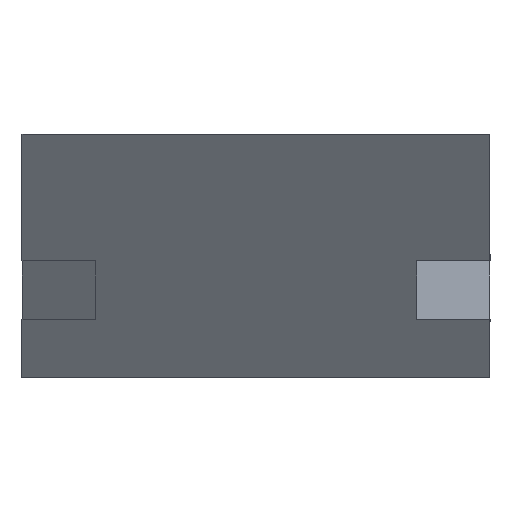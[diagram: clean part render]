
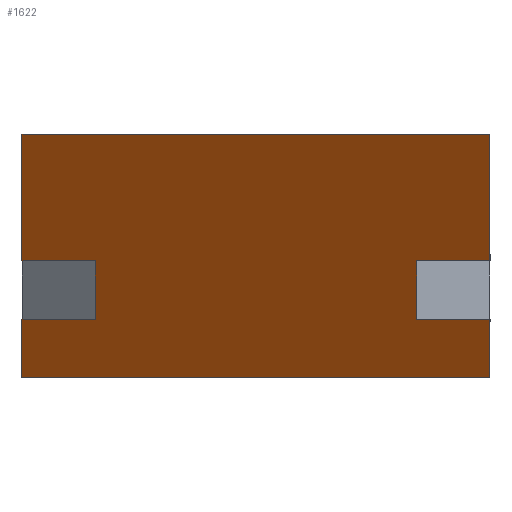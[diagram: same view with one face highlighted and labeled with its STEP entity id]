
A CAD part, left-side view. The second image highlights one B-rep face of the part: STEP entity #1622.
In plain terms, the highlighted planar face has unit normal (-0.707, 0.707, 0).
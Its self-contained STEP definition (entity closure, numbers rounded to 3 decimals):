
#3 = ORIENTED_EDGE ( 'NONE', *, *, #447, .F. ) ;
#7 = DIRECTION ( 'NONE',  ( 0., 0., -1. ) ) ;
#15 = ORIENTED_EDGE ( 'NONE', *, *, #1832, .T. ) ;
#17 = CARTESIAN_POINT ( 'NONE',  ( -7.5, -7.5, 12. ) ) ;
#29 = EDGE_CURVE ( 'NONE', #1468, #1596, #1844, .T. ) ;
#32 = LINE ( 'NONE', #360, #1104 ) ;
#61 = EDGE_LOOP ( 'NONE', ( #3, #64, #348, #852, #834, #1806, #86, #15, #380, #1814, #505, #185 ) ) ;
#64 = ORIENTED_EDGE ( 'NONE', *, *, #1482, .F. ) ;
#68 = VECTOR ( 'NONE', #161, 1000. ) ;
#86 = ORIENTED_EDGE ( 'NONE', *, *, #1296, .T. ) ;
#89 = CARTESIAN_POINT ( 'NONE',  ( -40.5, -40.5, 6. ) ) ;
#110 = VECTOR ( 'NONE', #1635, 1000. ) ;
#120 = CARTESIAN_POINT ( 'NONE',  ( -40.5, -40.5, 6. ) ) ;
#157 = CARTESIAN_POINT ( 'NONE',  ( 0., 0., 0. ) ) ;
#161 = DIRECTION ( 'NONE',  ( -0.707, -0.707, 0. ) ) ;
#185 = ORIENTED_EDGE ( 'NONE', *, *, #1111, .T. ) ;
#193 = LINE ( 'NONE', #120, #110 ) ;
#208 = DIRECTION ( 'NONE',  ( -0.707, -0.707, 0. ) ) ;
#249 = LINE ( 'NONE', #779, #882 ) ;
#271 = LINE ( 'NONE', #1720, #1211 ) ;
#276 = CARTESIAN_POINT ( 'NONE',  ( 0., 0., 6. ) ) ;
#278 = LINE ( 'NONE', #1215, #1014 ) ;
#304 = VERTEX_POINT ( 'NONE', #89 ) ;
#326 = CARTESIAN_POINT ( 'NONE',  ( -48., -48., 12. ) ) ;
#348 = ORIENTED_EDGE ( 'NONE', *, *, #1386, .T. ) ;
#351 = VERTEX_POINT ( 'NONE', #940 ) ;
#360 = CARTESIAN_POINT ( 'NONE',  ( 0., 0., 25. ) ) ;
#364 = EDGE_CURVE ( 'NONE', #1309, #1360, #1074, .T. ) ;
#380 = ORIENTED_EDGE ( 'NONE', *, *, #745, .F. ) ;
#403 = VECTOR ( 'NONE', #888, 1000. ) ;
#447 = EDGE_CURVE ( 'NONE', #351, #1035, #1409, .T. ) ;
#493 = PLANE ( 'NONE',  #1888 ) ;
#505 = ORIENTED_EDGE ( 'NONE', *, *, #364, .T. ) ;
#534 = CARTESIAN_POINT ( 'NONE',  ( -7.5, -7.5, 6. ) ) ;
#554 = VECTOR ( 'NONE', #1203, 1000. ) ;
#568 = VECTOR ( 'NONE', #1332, 1000. ) ;
#616 = CARTESIAN_POINT ( 'NONE',  ( -7.5, -7.5, 6. ) ) ;
#682 = DIRECTION ( 'NONE',  ( 0., 0., -1. ) ) ;
#698 = VERTEX_POINT ( 'NONE', #1269 ) ;
#737 = LINE ( 'NONE', #17, #568 ) ;
#745 = EDGE_CURVE ( 'NONE', #789, #1737, #271, .T. ) ;
#779 = CARTESIAN_POINT ( 'NONE',  ( -40.5, -40.5, 12. ) ) ;
#784 = EDGE_CURVE ( 'NONE', #698, #1596, #1413, .T. ) ;
#789 = VERTEX_POINT ( 'NONE', #1294 ) ;
#820 = CARTESIAN_POINT ( 'NONE',  ( 0., 0., 25. ) ) ;
#826 = CARTESIAN_POINT ( 'NONE',  ( -48., -48., 25. ) ) ;
#834 = ORIENTED_EDGE ( 'NONE', *, *, #784, .F. ) ;
#846 = CARTESIAN_POINT ( 'NONE',  ( -7.5, -7.5, 12. ) ) ;
#852 = ORIENTED_EDGE ( 'NONE', *, *, #29, .T. ) ;
#882 = VECTOR ( 'NONE', #1554, 1000. ) ;
#888 = DIRECTION ( 'NONE',  ( -0.707, -0.707, 0. ) ) ;
#899 = CARTESIAN_POINT ( 'NONE',  ( 0., 0., 0. ) ) ;
#934 = LINE ( 'NONE', #616, #554 ) ;
#940 = CARTESIAN_POINT ( 'NONE',  ( -7.5, -7.5, 6. ) ) ;
#981 = FACE_OUTER_BOUND ( 'NONE', #61, .T. ) ;
#1014 = VECTOR ( 'NONE', #1799, 1000. ) ;
#1035 = VERTEX_POINT ( 'NONE', #846 ) ;
#1046 = CARTESIAN_POINT ( 'NONE',  ( -40.5, -40.5, 6. ) ) ;
#1074 = LINE ( 'NONE', #820, #1343 ) ;
#1103 = EDGE_CURVE ( 'NONE', #304, #698, #1616, .T. ) ;
#1104 = VECTOR ( 'NONE', #208, 1000. ) ;
#1111 = EDGE_CURVE ( 'NONE', #1360, #1035, #737, .T. ) ;
#1203 = DIRECTION ( 'NONE',  ( -0.707, -0.707, 0. ) ) ;
#1211 = VECTOR ( 'NONE', #1874, 1000. ) ;
#1215 = CARTESIAN_POINT ( 'NONE',  ( 0., 0., 25. ) ) ;
#1236 = VECTOR ( 'NONE', #1873, 1000. ) ;
#1258 = VERTEX_POINT ( 'NONE', #276 ) ;
#1269 = CARTESIAN_POINT ( 'NONE',  ( -48., -48., 6. ) ) ;
#1294 = CARTESIAN_POINT ( 'NONE',  ( -48., -48., 25. ) ) ;
#1296 = EDGE_CURVE ( 'NONE', #304, #1483, #193, .T. ) ;
#1309 = VERTEX_POINT ( 'NONE', #1640 ) ;
#1332 = DIRECTION ( 'NONE',  ( -0.707, -0.707, 0. ) ) ;
#1343 = VECTOR ( 'NONE', #682, 1000. ) ;
#1353 = CARTESIAN_POINT ( 'NONE',  ( 0., 0., 12. ) ) ;
#1360 = VERTEX_POINT ( 'NONE', #1353 ) ;
#1386 = EDGE_CURVE ( 'NONE', #1258, #1468, #278, .T. ) ;
#1409 = LINE ( 'NONE', #534, #1236 ) ;
#1413 = LINE ( 'NONE', #826, #1574 ) ;
#1436 = EDGE_CURVE ( 'NONE', #1309, #789, #32, .T. ) ;
#1468 = VERTEX_POINT ( 'NONE', #899 ) ;
#1482 = EDGE_CURVE ( 'NONE', #1258, #351, #934, .T. ) ;
#1483 = VERTEX_POINT ( 'NONE', #1503 ) ;
#1503 = CARTESIAN_POINT ( 'NONE',  ( -40.5, -40.5, 12. ) ) ;
#1523 = CARTESIAN_POINT ( 'NONE',  ( 0., 0., 25. ) ) ;
#1530 = CARTESIAN_POINT ( 'NONE',  ( -48., -48., 0. ) ) ;
#1536 = DIRECTION ( 'NONE',  ( 0.707, 0.707, 0. ) ) ;
#1554 = DIRECTION ( 'NONE',  ( -0.707, -0.707, 0. ) ) ;
#1574 = VECTOR ( 'NONE', #7, 1000. ) ;
#1596 = VERTEX_POINT ( 'NONE', #1530 ) ;
#1616 = LINE ( 'NONE', #1046, #403 ) ;
#1622 = ADVANCED_FACE ( 'NONE', ( #981 ), #493, .F. ) ;
#1635 = DIRECTION ( 'NONE',  ( 0., 0., 1. ) ) ;
#1640 = CARTESIAN_POINT ( 'NONE',  ( 0., 0., 25. ) ) ;
#1720 = CARTESIAN_POINT ( 'NONE',  ( -48., -48., 25. ) ) ;
#1737 = VERTEX_POINT ( 'NONE', #326 ) ;
#1799 = DIRECTION ( 'NONE',  ( 0., 0., -1. ) ) ;
#1806 = ORIENTED_EDGE ( 'NONE', *, *, #1103, .F. ) ;
#1814 = ORIENTED_EDGE ( 'NONE', *, *, #1436, .F. ) ;
#1827 = DIRECTION ( 'NONE',  ( 0.707, -0.707, 0. ) ) ;
#1832 = EDGE_CURVE ( 'NONE', #1483, #1737, #249, .T. ) ;
#1844 = LINE ( 'NONE', #157, #68 ) ;
#1873 = DIRECTION ( 'NONE',  ( 0., 0., 1. ) ) ;
#1874 = DIRECTION ( 'NONE',  ( 0., 0., -1. ) ) ;
#1888 = AXIS2_PLACEMENT_3D ( 'NONE', #1523, #1827, #1536 ) ;
